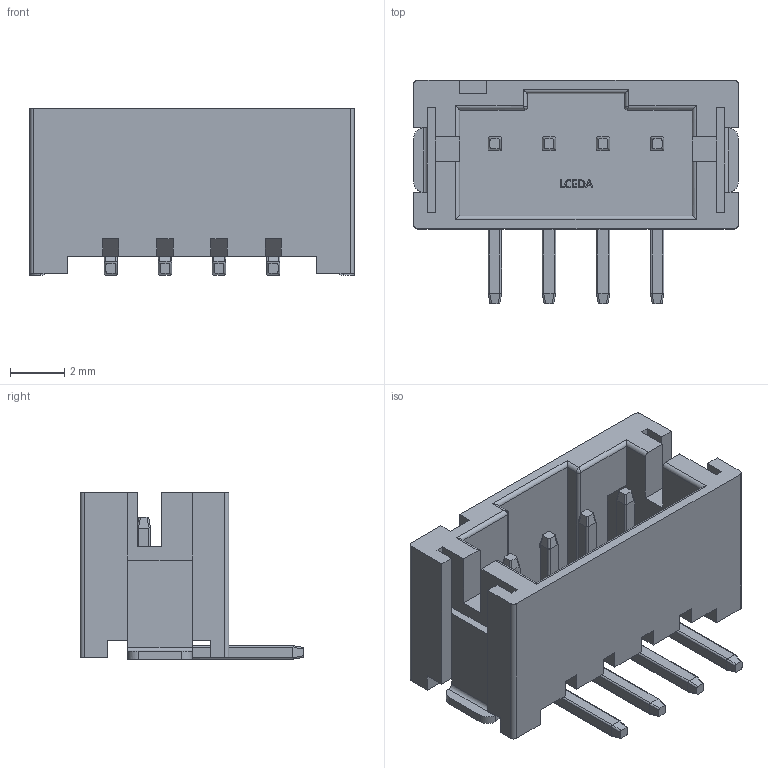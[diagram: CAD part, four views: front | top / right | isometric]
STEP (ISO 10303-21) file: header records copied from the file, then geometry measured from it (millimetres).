
FILE_DESCRIPTION (( 'STEP AP214' ), '1' );
FILE_NAME ('CONN-SMD_PH2.00-LS-4P.step', '2022-08-08T03:23:16', ( '' ), ( '' ), 'SwSTEP 2.0', 'SolidWorks 2020', '' );
FILE_SCHEMA (( 'AUTOMOTIVE_DESIGN' ));
Length unit declared in the file: millimetre
Products named in the file (1): CONN-SMD_PH2.00-LS-4P
Bounding box: 12 x 8.27 x 6.15 mm (x, y, z)
Volume: 165 mm3; surface area: 649 mm2
Topology: 16 solids, 16 shells, 590 faces, 1587 edges, 1038 vertices
Faces by surface type: plane 368, bspline 114, cylinder 92, torus 16
Entity records: 26570 total; most frequent: CARTESIAN_POINT 6318, ORIENTED_EDGE 3170, DIRECTION 2213, EDGE_CURVE 1585, LINE 1107, VECTOR 1107, VERTEX_POINT 1038, EDGE_LOOP 617
